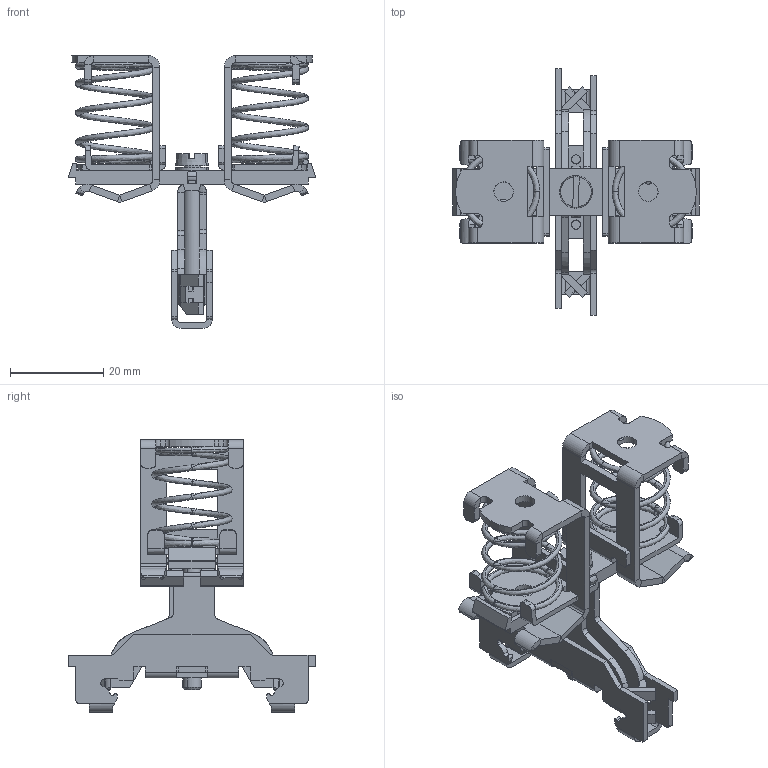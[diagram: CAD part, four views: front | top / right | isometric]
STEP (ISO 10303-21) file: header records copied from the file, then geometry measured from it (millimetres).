
FILE_DESCRIPTION(('CATIA V5 STEP Exchange','CAx-IF Rec.Pracs.--- Model Styling and Organization---1.4--- 2014-01-23'),'2;1');
FILE_NAME ('D1454906_1_1723810000_1723810000.stp','2022-09-23T06:52:23+00:00',('none'),('Weidmueller'),'CATIA Version 5-6 Release 2016 SP3 HF44','CATIA V5 STEP AP214','none');
FILE_SCHEMA(('AUTOMOTIVE_DESIGN { 1 0 10303 214 1 1 1 1 }'));
Length unit declared in the file: millimetre
Products named in the file (1): v5-standard_part
Bounding box: 53 x 53 x 58.55 mm (x, y, z)
Volume: 9228.2 mm3; surface area: 14828.5 mm2
Topology: 1 solids, 3 shells, 806 faces, 2227 edges, 1407 vertices
Faces by surface type: plane 448, cylinder 264, bspline 68, cone 20, torus 4, extrusion 2
Entity records: 37141 total; most frequent: CARTESIAN_POINT 18459, ORIENTED_EDGE 4454, DIRECTION 2961, EDGE_CURVE 2227, VERTEX_POINT 1407, VECTOR 1357, LINE 1355, AXIS2_PLACEMENT_3D 1024
